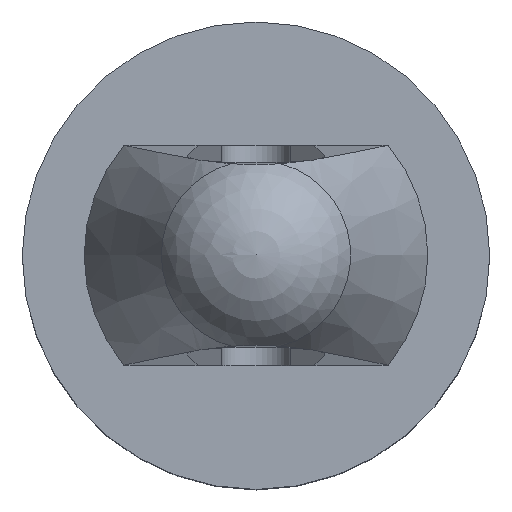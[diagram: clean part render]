
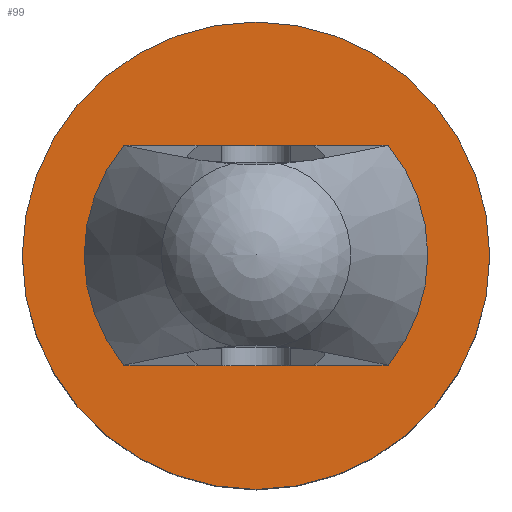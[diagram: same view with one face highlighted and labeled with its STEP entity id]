
A CAD part, top view. The second image highlights one B-rep face of the part: STEP entity #99.
In plain terms, the highlighted planar face has unit normal (0, 0, 1).
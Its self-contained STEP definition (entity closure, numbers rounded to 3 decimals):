
#99 = ADVANCED_FACE( '', ( #221, #222 ), #223, .T. );
#221 = FACE_BOUND( '', #368, .T. );
#222 = FACE_OUTER_BOUND( '', #369, .T. );
#223 = PLANE( '', #370 );
#368 = EDGE_LOOP( '', ( #611, #612, #613, #614, #615, #616 ) );
#369 = EDGE_LOOP( '', ( #617 ) );
#370 = AXIS2_PLACEMENT_3D( '', #618, #619, #620 );
#611 = ORIENTED_EDGE( '', *, *, #949, .T. );
#612 = ORIENTED_EDGE( '', *, *, #976, .F. );
#613 = ORIENTED_EDGE( '', *, *, #897, .F. );
#614 = ORIENTED_EDGE( '', *, *, #977, .T. );
#615 = ORIENTED_EDGE( '', *, *, #907, .T. );
#616 = ORIENTED_EDGE( '', *, *, #978, .T. );
#617 = ORIENTED_EDGE( '', *, *, #979, .F. );
#618 = CARTESIAN_POINT( '', ( -0.95, 0., 1.1 ) );
#619 = DIRECTION( '', ( 0., 0., 1. ) );
#620 = DIRECTION( '', ( 1., 0., 0. ) );
#897 = EDGE_CURVE( '', #1072, #1073, #1074, .T. );
#907 = EDGE_CURVE( '', #1083, #1090, #1092, .T. );
#949 = EDGE_CURVE( '', #1161, #1159, #1162, .T. );
#976 = EDGE_CURVE( '', #1073, #1159, #1201, .T. );
#977 = EDGE_CURVE( '', #1072, #1083, #1202, .T. );
#978 = EDGE_CURVE( '', #1090, #1161, #1203, .T. );
#979 = EDGE_CURVE( '', #1204, #1204, #1205, .T. );
#1072 = VERTEX_POINT( '', #1319 );
#1073 = VERTEX_POINT( '', #1320 );
#1074 = LINE( '', #1321, #1322 );
#1083 = VERTEX_POINT( '', #1334 );
#1090 = VERTEX_POINT( '', #1344 );
#1092 = LINE( '', #1346, #1347 );
#1159 = VERTEX_POINT( '', #1461 );
#1161 = VERTEX_POINT( '', #1464 );
#1162 = CIRCLE( '', #1465, 0.95 );
#1201 = LINE( '', #1534, #1535 );
#1202 = CIRCLE( '', #1536, 0.95 );
#1203 = LINE( '', #1537, #1538 );
#1204 = VERTEX_POINT( '', #1539 );
#1205 = CIRCLE( '', #1540, 1.7 );
#1319 = CARTESIAN_POINT( '', ( 0.512, 0.8, 1.1 ) );
#1320 = CARTESIAN_POINT( '', ( 0., 0.8, 1.1 ) );
#1321 = CARTESIAN_POINT( '', ( 1.7, 0.8, 1.1 ) );
#1322 = VECTOR( '', #1706, 1000. );
#1334 = CARTESIAN_POINT( '', ( 0.512, -0.8, 1.1 ) );
#1344 = CARTESIAN_POINT( '', ( 0., -0.8, 1.1 ) );
#1346 = CARTESIAN_POINT( '', ( 1.7, -0.8, 1.1 ) );
#1347 = VECTOR( '', #1719, 1000. );
#1461 = CARTESIAN_POINT( '', ( -0.512, 0.8, 1.1 ) );
#1464 = CARTESIAN_POINT( '', ( -0.512, -0.8, 1.1 ) );
#1465 = AXIS2_PLACEMENT_3D( '', #1763, #1764, #1765 );
#1534 = CARTESIAN_POINT( '', ( 1.7, 0.8, 1.1 ) );
#1535 = VECTOR( '', #1795, 1000. );
#1536 = AXIS2_PLACEMENT_3D( '', #1796, #1797, #1798 );
#1537 = CARTESIAN_POINT( '', ( 1.7, -0.8, 1.1 ) );
#1538 = VECTOR( '', #1799, 1000. );
#1539 = CARTESIAN_POINT( '', ( -1.7, 0., 1.1 ) );
#1540 = AXIS2_PLACEMENT_3D( '', #1800, #1801, #1802 );
#1706 = DIRECTION( '', ( -1., 0., 0. ) );
#1719 = DIRECTION( '', ( -1., 0., 0. ) );
#1763 = CARTESIAN_POINT( '', ( 0., 0., 1.1 ) );
#1764 = DIRECTION( '', ( 0., 0., -1. ) );
#1765 = DIRECTION( '', ( -1., 0., 0. ) );
#1795 = DIRECTION( '', ( -1., 0., 0. ) );
#1796 = CARTESIAN_POINT( '', ( 0., 0., 1.1 ) );
#1797 = DIRECTION( '', ( 0., 0., -1. ) );
#1798 = DIRECTION( '', ( -1., 0., 0. ) );
#1799 = DIRECTION( '', ( -1., 0., 0. ) );
#1800 = CARTESIAN_POINT( '', ( 0., 0., 1.1 ) );
#1801 = DIRECTION( '', ( 0., 0., -1. ) );
#1802 = DIRECTION( '', ( -1., 0., 0. ) );
